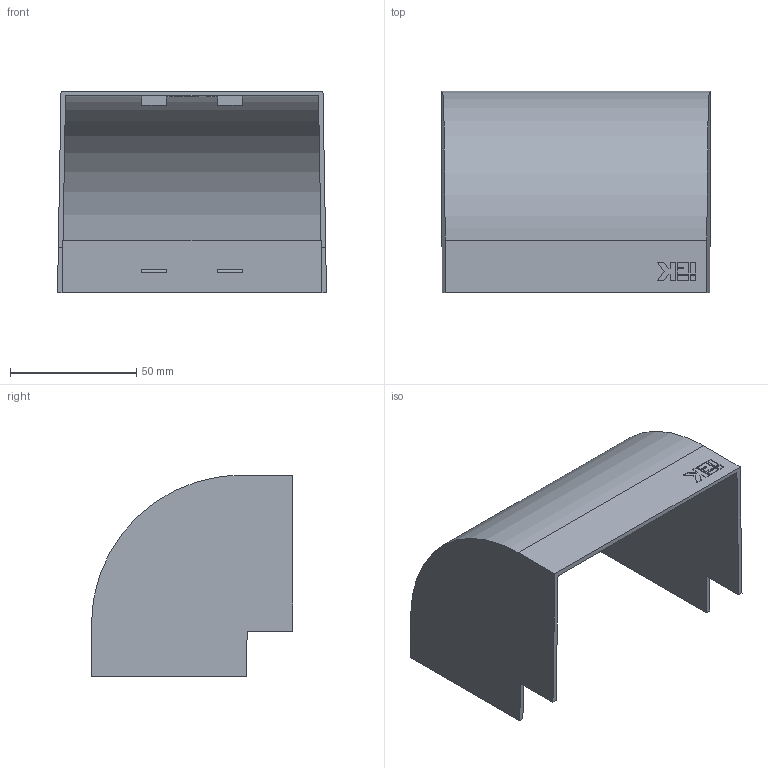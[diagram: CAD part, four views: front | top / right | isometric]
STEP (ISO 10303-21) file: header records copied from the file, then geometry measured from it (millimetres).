
FILE_DESCRIPTION (( 'STEP AP214' ), '1' );
FILE_NAME ('CKMP10D-N-100-060-K01 Âíåøíèé óãîë ÊÌÍ 100õ60 (2 øò._êîìï.).STEP', '2016-06-20T06:23:16', ( '' ), ( '' ), 'SwSTEP 2.0', 'SolidWorks 2014', '' );
FILE_SCHEMA (( 'AUTOMOTIVE_DESIGN' ));
Length unit declared in the file: millimetre
Products named in the file (1): CKMP10D-N-100-060-K01 Âíåøíèé óãîë ÊÌÍ 100õ60 (2 øò._êîìï.)
Bounding box: 106.33 x 79.6 x 79.6 mm (x, y, z)
Volume: 43151.3 mm3; surface area: 49135.6 mm2
Topology: 1 solids, 1 shells, 262 faces, 714 edges, 476 vertices
Faces by surface type: plane 161, bspline 95, cylinder 6
Entity records: 11078 total; most frequent: CARTESIAN_POINT 5084, ORIENTED_EDGE 1428, DIRECTION 856, EDGE_CURVE 714, LINE 512, VECTOR 512, VERTEX_POINT 476, EDGE_LOOP 284
